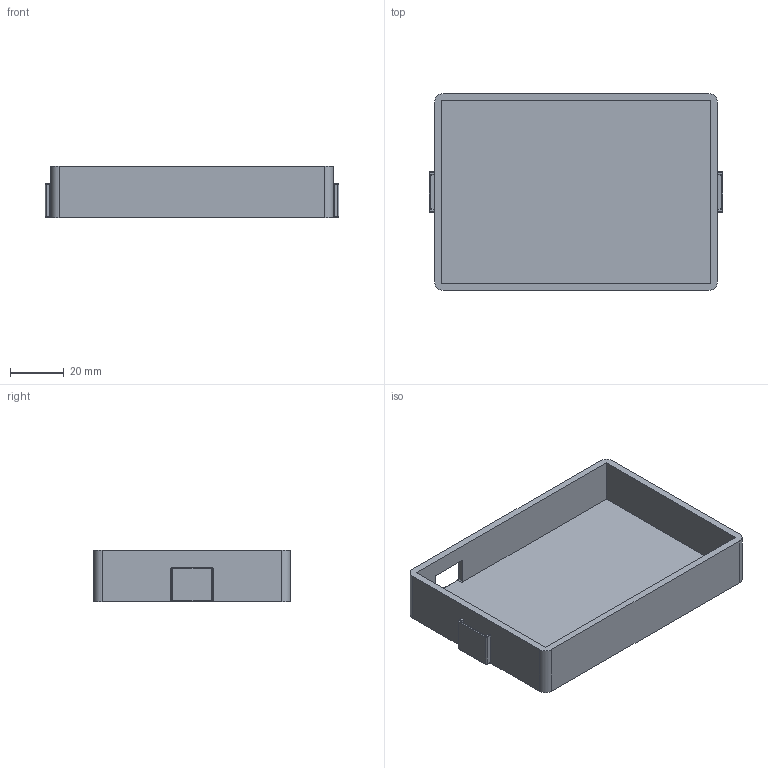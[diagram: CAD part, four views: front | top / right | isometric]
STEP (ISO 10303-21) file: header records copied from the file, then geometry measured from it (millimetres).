
FILE_DESCRIPTION(/* description */ (''),/* implementation_level */ '2;1');
FILE_NAME(/* name */ 'Hackpad Case Bottom.step',/* time_stamp */ '2026-01-25T19:57:58-05:00',/* author */ (''),/* organization */ (''),/* preprocessor_version */ 'ST-DEVELOPER v20.1',/* originating_system */ 'Autodesk Translation Framework v14.21.0.0',/* authorisation */ '');
FILE_SCHEMA (('AUTOMOTIVE_DESIGN { 1 0 10303 214 3 1 1 }'));
Length unit declared in the file: inch
Products named in the file (1): Hackpad Case
Bounding box: 109.14 x 73.08 x 19.05 mm (x, y, z)
Volume: 33874.2 mm3; surface area: 28234.6 mm2
Topology: 1 solids, 1 shells, 96 faces, 242 edges, 148 vertices
Faces by surface type: cylinder 42, plane 30, torus 16, bspline 8
Entity records: 2969 total; most frequent: CARTESIAN_POINT 591, DIRECTION 520, ORIENTED_EDGE 484, EDGE_CURVE 242, AXIS2_PLACEMENT_3D 197, VERTEX_POINT 148, LINE 126, VECTOR 126
